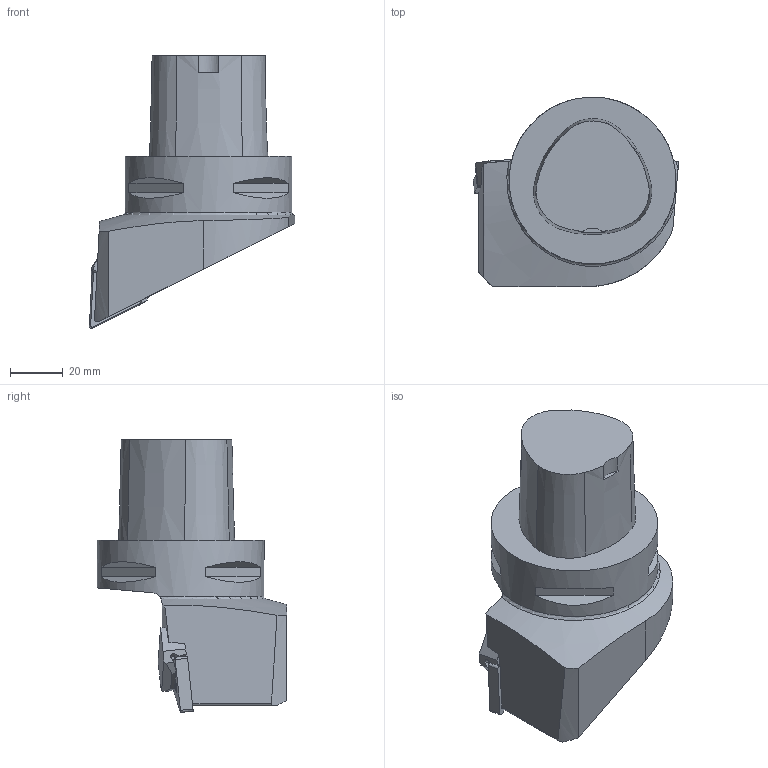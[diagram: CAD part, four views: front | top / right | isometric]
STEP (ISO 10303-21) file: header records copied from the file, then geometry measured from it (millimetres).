
FILE_DESCRIPTION(/* description */ (''),/* implementation_level */ '2;1');
FILE_NAME(/* name */ '1539586869818.stp',/* time_stamp */ '2018-10-15T12:31:43+05:00',/* author */ (''),/* organization */ ('SMS'),/* preprocessor_version */ 'ST-DEVELOPER v15',/* originating_system */ 'SIEMENS PLM Software NX 8.5',/* authorisation */ '');
FILE_SCHEMA (('AUTOMOTIVE_DESIGN { 1 0 10303 214 3 1 1 1 }'));
Length unit declared in the file: millimetre
Products named in the file (4): ASSEMBLY_CONSTRUCTION; IsoTurningInsert; 201770780mod000_00; 201770779mod000_00
Assembly tree (3 placements, depth 2):
  201770779mod000_00
    201770780mod000_00
    IsoTurningInsert
    ASSEMBLY_CONSTRUCTION
Bounding box: 77.5 x 71.47 x 103 mm (x, y, z)
Volume: 190927.9 mm3; surface area: 24695.3 mm2
Topology: 2 solids, 3 shells, 81 faces, 209 edges, 146 vertices
Faces by surface type: plane 53, cylinder 19, cone 8, torus 1
Full cylindrical faces by diameter (mm): 5 x1, 5.156 x2, 63 x1
Entity records: 2735 total; most frequent: CARTESIAN_POINT 592, DIRECTION 427, ORIENTED_EDGE 402, EDGE_CURVE 201, AXIS2_PLACEMENT_3D 155, VERTEX_POINT 136, LINE 117, VECTOR 117
